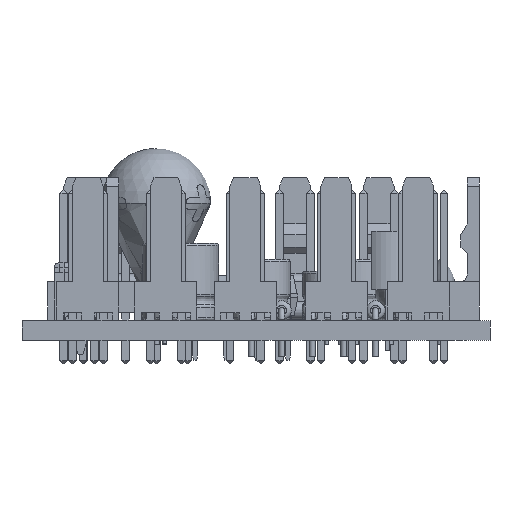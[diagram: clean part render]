
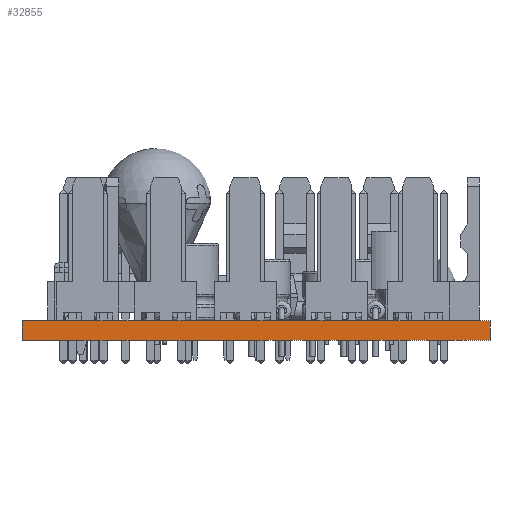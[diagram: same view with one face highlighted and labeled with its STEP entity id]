
A CAD part, left-side view. The second image highlights one B-rep face of the part: STEP entity #32855.
In plain terms, the highlighted planar face has unit normal (-1, 0, 0).
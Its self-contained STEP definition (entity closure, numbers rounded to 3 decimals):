
#32799 = VERTEX_POINT('',#32800);
#32800 = CARTESIAN_POINT('',(19.8,-62.4,1.6));
#32806 = EDGE_CURVE('',#32807,#32799,#32809,.T.);
#32807 = VERTEX_POINT('',#32808);
#32808 = CARTESIAN_POINT('',(19.8,-62.4,0.));
#32809 = LINE('',#32810,#32811);
#32810 = CARTESIAN_POINT('',(19.8,-62.4,0.));
#32811 = VECTOR('',#32812,1.);
#32812 = DIRECTION('',(0.,0.,1.));
#32855 = ADVANCED_FACE('',(#32856),#32881,.T.);
#32856 = FACE_BOUND('',#32857,.T.);
#32857 = EDGE_LOOP('',(#32858,#32859,#32867,#32875));
#32858 = ORIENTED_EDGE('',*,*,#32806,.T.);
#32859 = ORIENTED_EDGE('',*,*,#32860,.T.);
#32860 = EDGE_CURVE('',#32799,#32861,#32863,.T.);
#32861 = VERTEX_POINT('',#32862);
#32862 = CARTESIAN_POINT('',(19.8,-24.,1.6));
#32863 = LINE('',#32864,#32865);
#32864 = CARTESIAN_POINT('',(19.8,-62.4,1.6));
#32865 = VECTOR('',#32866,1.);
#32866 = DIRECTION('',(0.,1.,0.));
#32867 = ORIENTED_EDGE('',*,*,#32868,.F.);
#32868 = EDGE_CURVE('',#32869,#32861,#32871,.T.);
#32869 = VERTEX_POINT('',#32870);
#32870 = CARTESIAN_POINT('',(19.8,-24.,0.));
#32871 = LINE('',#32872,#32873);
#32872 = CARTESIAN_POINT('',(19.8,-24.,0.));
#32873 = VECTOR('',#32874,1.);
#32874 = DIRECTION('',(0.,0.,1.));
#32875 = ORIENTED_EDGE('',*,*,#32876,.F.);
#32876 = EDGE_CURVE('',#32807,#32869,#32877,.T.);
#32877 = LINE('',#32878,#32879);
#32878 = CARTESIAN_POINT('',(19.8,-62.4,0.));
#32879 = VECTOR('',#32880,1.);
#32880 = DIRECTION('',(0.,1.,0.));
#32881 = PLANE('',#32882);
#32882 = AXIS2_PLACEMENT_3D('',#32883,#32884,#32885);
#32883 = CARTESIAN_POINT('',(19.8,-62.4,0.));
#32884 = DIRECTION('',(-1.,0.,0.));
#32885 = DIRECTION('',(0.,1.,0.));
